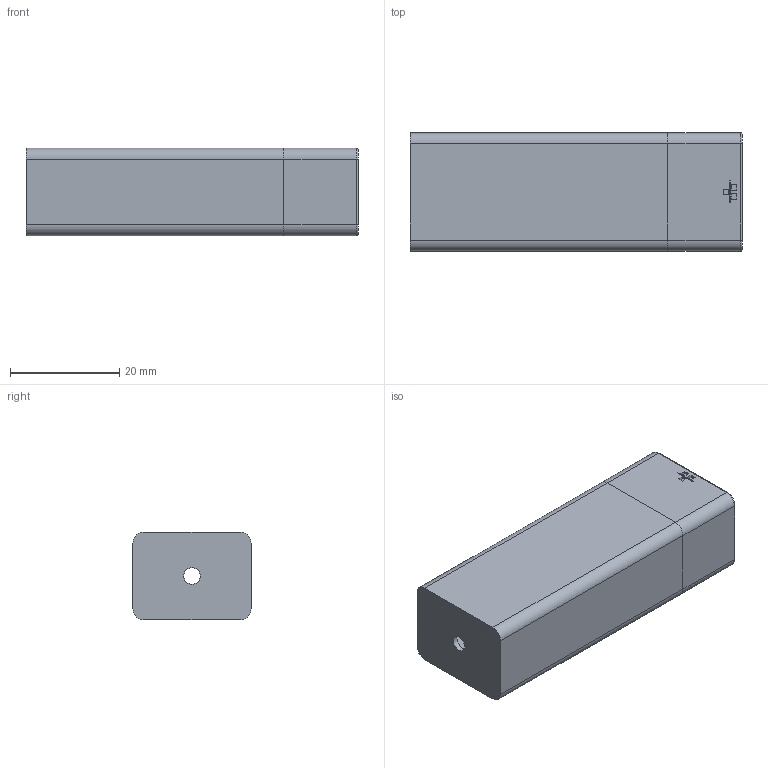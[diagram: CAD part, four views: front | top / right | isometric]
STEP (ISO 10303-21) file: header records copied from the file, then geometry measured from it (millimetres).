
FILE_DESCRIPTION(('FreeCAD Model'),'2;1');
FILE_NAME('Open CASCADE Shape Model','2022-10-18T14:26:05',(''),(''), 'Open CASCADE STEP processor 7.6','FreeCAD','Unknown');
FILE_SCHEMA(('AUTOMOTIVE_DESIGN { 1 0 10303 214 1 1 1 1 }'));
Length unit declared in the file: millimetre
Products named in the file (3): nw3630; Body; Body001
Assembly tree (2 placements, depth 2):
  nw3630
    Body
    Body001
Bounding box: 60.72 x 21.6 x 16 mm (x, y, z)
Volume: 4521.5 mm3; surface area: 9259.2 mm2
Topology: 2 solids, 2 shells, 80 faces, 211 edges, 138 vertices
Faces by surface type: plane 55, cylinder 21, torus 4
Full cylindrical faces by diameter (mm): 3 x1
Entity records: 5317 total; most frequent: CARTESIAN_POINT 938, DIRECTION 831, LINE 553, VECTOR 553, ORIENTED_EDGE 422, PCURVE 422, DEFINITIONAL_REPRESENTATION 422, EDGE_CURVE 211
